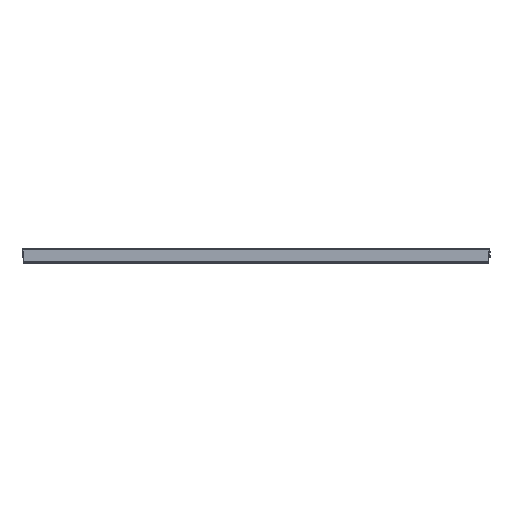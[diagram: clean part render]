
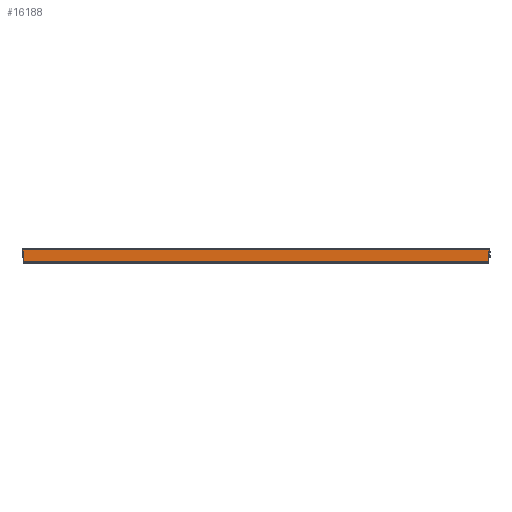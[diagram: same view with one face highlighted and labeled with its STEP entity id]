
A CAD part, top view. The second image highlights one B-rep face of the part: STEP entity #16188.
In plain terms, the highlighted planar face has unit normal (0, 0, 1).
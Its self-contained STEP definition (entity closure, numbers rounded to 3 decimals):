
#269 = DIRECTION ( 'NONE',  ( 0., -1., 0. ) ) ;
#396 = FACE_OUTER_BOUND ( 'NONE', #10008, .T. ) ;
#1279 = DIRECTION ( 'NONE',  ( 0., -1., 0. ) ) ;
#1351 = DIRECTION ( 'NONE',  ( -1., 0., 0. ) ) ;
#4530 = ORIENTED_EDGE ( 'NONE', *, *, #7806, .F. ) ;
#4665 = ORIENTED_EDGE ( 'NONE', *, *, #10295, .F. ) ;
#5435 = VERTEX_POINT ( 'NONE', #24149 ) ;
#6570 = CARTESIAN_POINT ( 'NONE',  ( -546., -1.5, 349. ) ) ;
#7806 = EDGE_CURVE ( 'NONE', #26233, #12688, #14631, .T. ) ;
#8974 = VECTOR ( 'NONE', #1351, 1000. ) ;
#9426 = CARTESIAN_POINT ( 'NONE',  ( -546., -30., 349. ) ) ;
#10008 = EDGE_LOOP ( 'NONE', ( #4665, #11760, #4530, #22088 ) ) ;
#10295 = EDGE_CURVE ( 'NONE', #5435, #26736, #26102, .T. ) ;
#10487 = CARTESIAN_POINT ( 'NONE',  ( 546., -30., 349. ) ) ;
#11760 = ORIENTED_EDGE ( 'NONE', *, *, #13972, .T. ) ;
#12667 = EDGE_CURVE ( 'NONE', #26736, #26233, #17874, .T. ) ;
#12688 = VERTEX_POINT ( 'NONE', #13784 ) ;
#12717 = CARTESIAN_POINT ( 'NONE',  ( 0., 0., 349. ) ) ;
#13784 = CARTESIAN_POINT ( 'NONE',  ( -546., -3., 349. ) ) ;
#13798 = VECTOR ( 'NONE', #18862, 1000. ) ;
#13972 = EDGE_CURVE ( 'NONE', #5435, #12688, #14472, .T. ) ;
#14472 = LINE ( 'NONE', #16647, #25786 ) ;
#14631 = LINE ( 'NONE', #6570, #13798 ) ;
#14967 = VECTOR ( 'NONE', #1279, 1000. ) ;
#16188 = ADVANCED_FACE ( 'NONE', ( #396 ), #24959, .T. ) ;
#16647 = CARTESIAN_POINT ( 'NONE',  ( 0., -3., 349. ) ) ;
#17874 = LINE ( 'NONE', #9426, #8974 ) ;
#18862 = DIRECTION ( 'NONE',  ( 0., 1., 0. ) ) ;
#20814 = AXIS2_PLACEMENT_3D ( 'NONE', #12717, #21166, #269 ) ;
#21163 = DIRECTION ( 'NONE',  ( -1., 0., 0. ) ) ;
#21166 = DIRECTION ( 'NONE',  ( 0., 0., 1. ) ) ;
#22088 = ORIENTED_EDGE ( 'NONE', *, *, #12667, .F. ) ;
#24149 = CARTESIAN_POINT ( 'NONE',  ( 546., -3., 349. ) ) ;
#24158 = CARTESIAN_POINT ( 'NONE',  ( -546., -30., 349. ) ) ;
#24959 = PLANE ( 'NONE',  #20814 ) ;
#25786 = VECTOR ( 'NONE', #21163, 1000. ) ;
#25975 = CARTESIAN_POINT ( 'NONE',  ( 546., -30., 349. ) ) ;
#26102 = LINE ( 'NONE', #25975, #14967 ) ;
#26233 = VERTEX_POINT ( 'NONE', #24158 ) ;
#26736 = VERTEX_POINT ( 'NONE', #10487 ) ;
